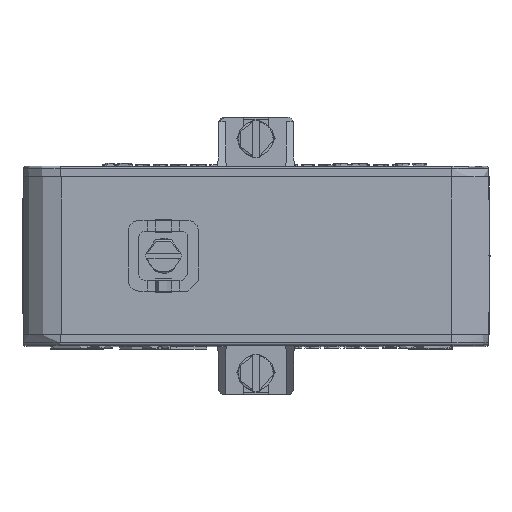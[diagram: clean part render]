
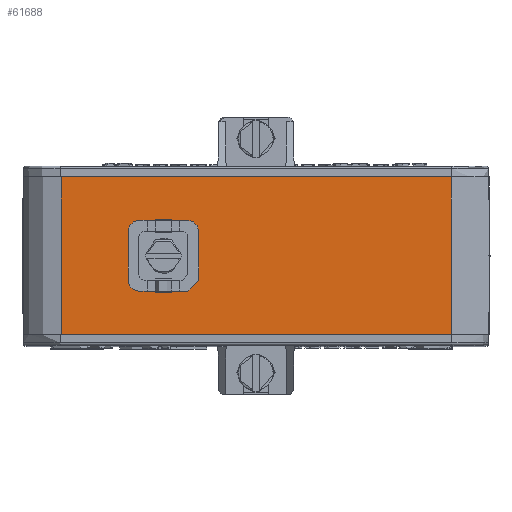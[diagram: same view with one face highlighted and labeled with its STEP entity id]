
A CAD part, top view. The second image highlights one B-rep face of the part: STEP entity #61688.
In plain terms, the highlighted planar face has unit normal (0, 0, 1).
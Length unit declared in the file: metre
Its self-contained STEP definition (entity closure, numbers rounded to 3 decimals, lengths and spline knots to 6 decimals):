
#60552=VERTEX_POINT('',#60553);
#60553=CARTESIAN_POINT('',(-0.0145,-0.0358,0.007));
#60560=EDGE_CURVE('',#60561,#60552,#60563,.T.);
#60561=VERTEX_POINT('',#60562);
#60562=CARTESIAN_POINT('',(-0.0145,0.0358,0.007));
#60563=LINE('',#60564,#60565);
#60564=CARTESIAN_POINT('',(-0.0145,0.0358,0.007));
#60565=VECTOR('',#60566,1.0);
#60566=DIRECTION('',(0.0,-1.0,0.0));
#60592=VERTEX_POINT('',#60593);
#60593=CARTESIAN_POINT('',(0.0145,-0.0358,0.007));
#60612=VERTEX_POINT('',#60613);
#60613=CARTESIAN_POINT('',(0.0145,0.0358,0.007));
#60619=EDGE_CURVE('',#60612,#60592,#60620,.T.);
#60620=LINE('',#60621,#60622);
#60621=CARTESIAN_POINT('',(0.0145,0.0358,0.007));
#60622=VECTOR('',#60623,1.0);
#60623=DIRECTION('',(0.0,-1.0,0.0));
#60748=EDGE_CURVE('',#60612,#60561,#60749,.T.);
#60749=LINE('',#60750,#60751);
#60750=CARTESIAN_POINT('',(0.0145,0.0358,0.007));
#60751=VECTOR('',#60752,1.0);
#60752=DIRECTION('',(-1.0,0.0,0.0));
#60778=EDGE_CURVE('',#60592,#60552,#60779,.T.);
#60779=LINE('',#60780,#60781);
#60780=CARTESIAN_POINT('',(0.0145,-0.0358,0.007));
#60781=VECTOR('',#60782,1.0);
#60782=DIRECTION('',(-1.0,0.0,0.0));
#61688=ADVANCED_FACE('',(#61694,#61820),#61689,.F.);
#61689=PLANE('',#61690);
#61690=AXIS2_PLACEMENT_3D('',#61691,#61692,#61693);
#61691=CARTESIAN_POINT('',(0.0145,0.0358,0.007));
#61692=DIRECTION('',(0.0,0.0,-1.0));
#61693=DIRECTION('',(-1.0,0.0,0.0));
#61694=FACE_BOUND('',#61695,.T.);
#61695=EDGE_LOOP('',(#61696,#61706,#61714,#61722,#61731,#61739,#61748,
  #61756,#61764,#61772,#61780,#61784,#61793,#61802,#61810,#61814));
#61696=ORIENTED_EDGE('',*,*,#61697,.T.);
#61697=EDGE_CURVE('',#61698,#61700,#61702,.T.);
#61698=VERTEX_POINT('',#61699);
#61699=CARTESIAN_POINT('',(0.00675,-0.015558,0.007));
#61700=VERTEX_POINT('',#61701);
#61701=CARTESIAN_POINT('',(0.00675,-0.018558,0.007));
#61702=LINE('',#61703,#61704);
#61703=CARTESIAN_POINT('',(0.00675,0.0358,0.007));
#61704=VECTOR('',#61705,1.0);
#61705=DIRECTION('',(0.,-1.0,0.0));
#61706=ORIENTED_EDGE('',*,*,#61707,.T.);
#61707=EDGE_CURVE('',#61700,#61708,#61710,.T.);
#61708=VERTEX_POINT('',#61709);
#61709=CARTESIAN_POINT('',(0.0065,-0.018558,0.007));
#61710=LINE('',#61711,#61712);
#61711=CARTESIAN_POINT('',(0.0145,-0.018558,0.007));
#61712=VECTOR('',#61713,1.0);
#61713=DIRECTION('',(-1.0,0.,0.0));
#61714=ORIENTED_EDGE('',*,*,#61715,.T.);
#61715=EDGE_CURVE('',#61708,#61716,#61718,.T.);
#61716=VERTEX_POINT('',#61717);
#61717=CARTESIAN_POINT('',(0.0065,-0.021558,0.007));
#61718=LINE('',#61719,#61720);
#61719=CARTESIAN_POINT('',(0.0065,-0.012558,0.007));
#61720=VECTOR('',#61721,1.0);
#61721=DIRECTION('',(0.0,-1.0,0.0));
#61722=ORIENTED_EDGE('',*,*,#61723,.T.);
#61723=EDGE_CURVE('',#61716,#61724,#61726,.T.);
#61724=VERTEX_POINT('',#61725);
#61725=CARTESIAN_POINT('',(0.0045,-0.023558,0.007));
#61726=CIRCLE('',#61727,0.002);
#61727=AXIS2_PLACEMENT_3D('',#61728,#61729,#61730);
#61728=CARTESIAN_POINT('',(0.0045,-0.021558,0.007));
#61729=DIRECTION('',(0.0,0.0,-1.0));
#61730=DIRECTION('',(1.0,0.0,0.0));
#61731=ORIENTED_EDGE('',*,*,#61732,.T.);
#61732=EDGE_CURVE('',#61724,#61733,#61735,.T.);
#61733=VERTEX_POINT('',#61734);
#61734=CARTESIAN_POINT('',(-0.0045,-0.023558,0.007));
#61735=LINE('',#61736,#61737);
#61736=CARTESIAN_POINT('',(0.0045,-0.023558,0.007));
#61737=VECTOR('',#61738,1.0);
#61738=DIRECTION('',(-1.0,0.0,0.0));
#61739=ORIENTED_EDGE('',*,*,#61740,.T.);
#61740=EDGE_CURVE('',#61733,#61741,#61743,.T.);
#61741=VERTEX_POINT('',#61742);
#61742=CARTESIAN_POINT('',(-0.0065,-0.021558,0.007));
#61743=CIRCLE('',#61744,0.002);
#61744=AXIS2_PLACEMENT_3D('',#61745,#61746,#61747);
#61745=CARTESIAN_POINT('',(-0.0045,-0.021558,0.007));
#61746=DIRECTION('',(0.0,0.0,-1.0));
#61747=DIRECTION('',(1.0,0.0,0.0));
#61748=ORIENTED_EDGE('',*,*,#61749,.T.);
#61749=EDGE_CURVE('',#61741,#61750,#61752,.T.);
#61750=VERTEX_POINT('',#61751);
#61751=CARTESIAN_POINT('',(-0.0065,-0.018558,0.007));
#61752=LINE('',#61753,#61754);
#61753=CARTESIAN_POINT('',(-0.0065,-0.021558,0.007));
#61754=VECTOR('',#61755,1.0);
#61755=DIRECTION('',(0.0,1.0,0.0));
#61756=ORIENTED_EDGE('',*,*,#61757,.T.);
#61757=EDGE_CURVE('',#61750,#61758,#61760,.T.);
#61758=VERTEX_POINT('',#61759);
#61759=CARTESIAN_POINT('',(-0.00675,-0.018558,0.007));
#61760=LINE('',#61761,#61762);
#61761=CARTESIAN_POINT('',(0.0145,-0.018558,0.007));
#61762=VECTOR('',#61763,1.0);
#61763=DIRECTION('',(-1.0,0.,0.0));
#61764=ORIENTED_EDGE('',*,*,#61765,.T.);
#61765=EDGE_CURVE('',#61758,#61766,#61768,.T.);
#61766=VERTEX_POINT('',#61767);
#61767=CARTESIAN_POINT('',(-0.00675,-0.015558,0.007));
#61768=LINE('',#61769,#61770);
#61769=CARTESIAN_POINT('',(-0.00675,0.0358,0.007));
#61770=VECTOR('',#61771,1.0);
#61771=DIRECTION('',(0.,1.0,0.0));
#61772=ORIENTED_EDGE('',*,*,#61773,.T.);
#61773=EDGE_CURVE('',#61766,#61774,#61776,.T.);
#61774=VERTEX_POINT('',#61775);
#61775=CARTESIAN_POINT('',(-0.0065,-0.015558,0.007));
#61776=LINE('',#61777,#61778);
#61777=CARTESIAN_POINT('',(0.0145,-0.015558,0.007));
#61778=VECTOR('',#61779,1.0);
#61779=DIRECTION('',(1.0,0.,0.0));
#61780=ORIENTED_EDGE('',*,*,#61781,.T.);
#61781=EDGE_CURVE('',#61774,#61782,#61752,.T.);
#61782=VERTEX_POINT('',#61783);
#61783=CARTESIAN_POINT('',(-0.0065,-0.012558,0.007));
#61784=ORIENTED_EDGE('',*,*,#61785,.T.);
#61785=EDGE_CURVE('',#61782,#61786,#61788,.T.);
#61786=VERTEX_POINT('',#61787);
#61787=CARTESIAN_POINT('',(-0.0045,-0.010558,0.007));
#61788=CIRCLE('',#61789,0.002);
#61789=AXIS2_PLACEMENT_3D('',#61790,#61791,#61792);
#61790=CARTESIAN_POINT('',(-0.0045,-0.012558,0.007));
#61791=DIRECTION('',(0.0,0.0,-1.0));
#61792=DIRECTION('',(1.0,0.0,0.0));
#61793=ORIENTED_EDGE('',*,*,#61794,.T.);
#61794=EDGE_CURVE('',#61786,#61795,#61797,.T.);
#61795=VERTEX_POINT('',#61796);
#61796=CARTESIAN_POINT('',(0.0045,-0.010558,0.007));
#61797=LINE('',#61798,#61799);
#61798=CARTESIAN_POINT('',(-0.0045,-0.010558,0.007));
#61799=VECTOR('',#61800,1.0);
#61800=DIRECTION('',(1.0,0.0,0.0));
#61801=CARTESIAN_POINT('',(0.0045,-0.010558,0.007));
#61802=ORIENTED_EDGE('',*,*,#61803,.T.);
#61803=EDGE_CURVE('',#61795,#61804,#61806,.T.);
#61804=VERTEX_POINT('',#61805);
#61805=CARTESIAN_POINT('',(0.0065,-0.012558,0.007));
#61806=(B_SPLINE_CURVE(3,(#61801,#61807,#61808,#61809),.UNSPECIFIED.,.F.,
  .U.)B_SPLINE_CURVE_WITH_KNOTS((4,4),(0.0,1.0),.UNSPECIFIED.)BOUNDED_CURVE(
  )CURVE()GEOMETRIC_REPRESENTATION_ITEM()RATIONAL_B_SPLINE_CURVE((1.0,
  0.805,0.805,1.0))REPRESENTATION_ITEM(''));
#61807=CARTESIAN_POINT('',(0.005672,-0.010558,0.007));
#61808=CARTESIAN_POINT('',(0.0065,-0.011386,0.007));
#61809=CARTESIAN_POINT('',(0.0065,-0.012558,0.007));
#61810=ORIENTED_EDGE('',*,*,#61811,.T.);
#61811=EDGE_CURVE('',#61804,#61812,#61718,.T.);
#61812=VERTEX_POINT('',#61813);
#61813=CARTESIAN_POINT('',(0.0065,-0.015558,0.007));
#61814=ORIENTED_EDGE('',*,*,#61815,.T.);
#61815=EDGE_CURVE('',#61812,#61698,#61816,.T.);
#61816=LINE('',#61817,#61818);
#61817=CARTESIAN_POINT('',(0.0145,-0.015558,0.007));
#61818=VECTOR('',#61819,1.0);
#61819=DIRECTION('',(1.0,0.,0.0));
#61820=FACE_OUTER_BOUND('',#61821,.T.);
#61821=EDGE_LOOP('',(#61822,#61823,#61824,#61825));
#61822=ORIENTED_EDGE('',*,*,#60560,.T.);
#61823=ORIENTED_EDGE('',*,*,#60778,.F.);
#61824=ORIENTED_EDGE('',*,*,#60619,.F.);
#61825=ORIENTED_EDGE('',*,*,#60748,.T.);
